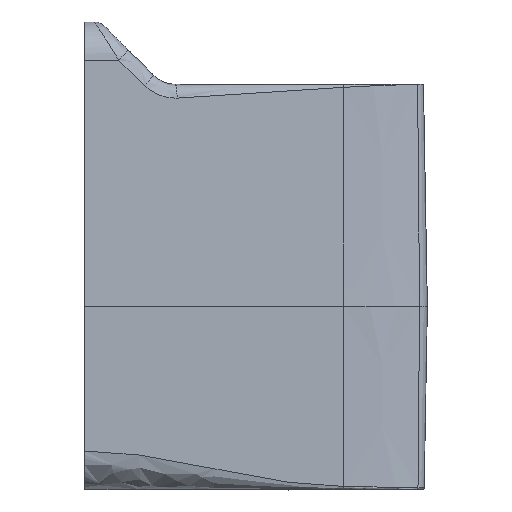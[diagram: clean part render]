
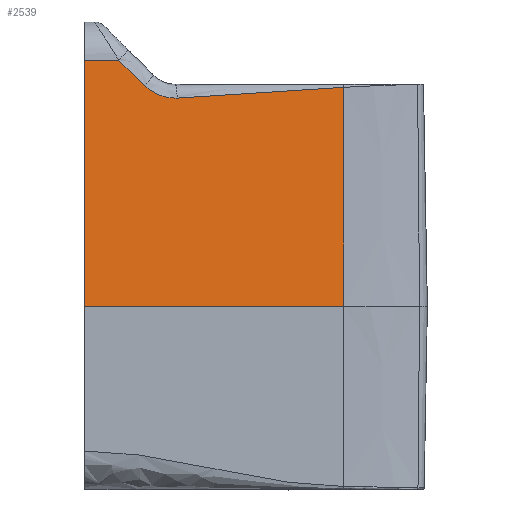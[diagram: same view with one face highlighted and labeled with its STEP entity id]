
A CAD part, top view. The second image highlights one B-rep face of the part: STEP entity #2539.
In plain terms, the highlighted planar face has unit normal (0.125, 0.018, 0.992).
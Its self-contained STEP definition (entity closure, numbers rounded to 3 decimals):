
#54 = ORIENTED_EDGE ( 'NONE', *, *, #254, .T. ) ;
#66 = VERTEX_POINT ( 'NONE', #2051 ) ;
#178 = DIRECTION ( 'NONE',  ( 0.992, 0., -0.125 ) ) ;
#227 = CARTESIAN_POINT ( 'NONE',  ( -12.811, 27.544, 14.445 ) ) ;
#254 = EDGE_CURVE ( 'NONE', #3417, #4867, #5382, .T. ) ;
#269 = CARTESIAN_POINT ( 'NONE',  ( -9.058, 25.112, 14.014 ) ) ;
#311 = EDGE_CURVE ( 'NONE', #972, #66, #4806, .T. ) ;
#323 = PLANE ( 'NONE',  #3649 ) ;
#444 = DIRECTION ( 'NONE',  ( -0.992, 0., 0.125 ) ) ;
#462 = LINE ( 'NONE', #2428, #2988 ) ;
#552 = CARTESIAN_POINT ( 'NONE',  ( -15.035, 27.544, 14.726 ) ) ;
#559 = CARTESIAN_POINT ( 'NONE',  ( -8.633, 25.131, 13.96 ) ) ;
#591 = EDGE_CURVE ( 'NONE', #66, #4259, #4278, .T. ) ;
#605 = CARTESIAN_POINT ( 'NONE',  ( 1.631, 11.75, 12.897 ) ) ;
#648 = CARTESIAN_POINT ( 'NONE',  ( -12.195, 26.932, 14.378 ) ) ;
#696 = ORIENTED_EDGE ( 'NONE', *, *, #311, .T. ) ;
#736 = CARTESIAN_POINT ( 'NONE',  ( -9.818, 25.161, 14.109 ) ) ;
#775 = VERTEX_POINT ( 'NONE', #605 ) ;
#890 = CARTESIAN_POINT ( 'NONE',  ( -0.121, 25.698, 12.873 ) ) ;
#943 = EDGE_CURVE ( 'NONE', #775, #3417, #462, .T. ) ;
#955 = CARTESIAN_POINT ( 'NONE',  ( -15., 27.544, 14.722 ) ) ;
#969 = CARTESIAN_POINT ( 'NONE',  ( 1.6, 25.805, 12.654 ) ) ;
#972 = VERTEX_POINT ( 'NONE', #3788 ) ;
#1122 = B_SPLINE_CURVE_WITH_KNOTS ( 'NONE', 3,
 ( #269, #4895, #736, #3589, #3201, #4482 ),
 .UNSPECIFIED., .F., .F.,
 ( 4, 2, 4 ),
 ( 0., 0.5, 1. ),
 .UNSPECIFIED. ) ;
#1153 = DIRECTION ( 'NONE',  ( 0., 1., -0.018 ) ) ;
#1295 = FACE_OUTER_BOUND ( 'NONE', #5349, .T. ) ;
#1353 = CARTESIAN_POINT ( 'NONE',  ( -3.552, 25.449, 13.312 ) ) ;
#1544 = EDGE_CURVE ( 'NONE', #4699, #775, #1871, .T. ) ;
#1723 = CARTESIAN_POINT ( 'NONE',  ( 1.332, 25.79, 12.688 ) ) ;
#1750 = CARTESIAN_POINT ( 'NONE',  ( 0.767, 25.756, 12.76 ) ) ;
#1803 = CARTESIAN_POINT ( 'NONE',  ( -9.058, 25.112, 14.014 ) ) ;
#1818 = CARTESIAN_POINT ( 'NONE',  ( -9.058, 25.112, 14.014 ) ) ;
#1871 = LINE ( 'NONE', #4401, #3301 ) ;
#1975 = DIRECTION ( 'NONE',  ( 0.992, 0., -0.125 ) ) ;
#2051 = CARTESIAN_POINT ( 'NONE',  ( -12.811, 27.544, 14.445 ) ) ;
#2066 = DIRECTION ( 'NONE',  ( -0.002, 1., -0.017 ) ) ;
#2153 = CARTESIAN_POINT ( 'NONE',  ( -6.454, 25.246, 13.682 ) ) ;
#2173 = EDGE_CURVE ( 'NONE', #4699, #4259, #3184, .T. ) ;
#2428 = CARTESIAN_POINT ( 'NONE',  ( 1.656, 0.002, 13.101 ) ) ;
#2539 = ADVANCED_FACE ( 'NONE', ( #1295 ), #323, .T. ) ;
#2756 = CARTESIAN_POINT ( 'NONE',  ( -11.642, 26.39, 14.318 ) ) ;
#2988 = VECTOR ( 'NONE', #2066, 1000. ) ;
#3051 = CARTESIAN_POINT ( 'NONE',  ( -14.974, 0.002, 15.203 ) ) ;
#3061 = ORIENTED_EDGE ( 'NONE', *, *, #4940, .T. ) ;
#3127 = CARTESIAN_POINT ( 'NONE',  ( 1.6, 25.805, 12.654 ) ) ;
#3158 = CARTESIAN_POINT ( 'NONE',  ( -15., 11.75, 15. ) ) ;
#3184 = LINE ( 'NONE', #3158, #4439 ) ;
#3201 = CARTESIAN_POINT ( 'NONE',  ( -10.873, 25.647, 14.234 ) ) ;
#3301 = VECTOR ( 'NONE', #178, 1000. ) ;
#3356 = CARTESIAN_POINT ( 'NONE',  ( -0.965, 25.64, 12.981 ) ) ;
#3417 = VERTEX_POINT ( 'NONE', #3127 ) ;
#3421 = VECTOR ( 'NONE', #444, 1000. ) ;
#3589 = CARTESIAN_POINT ( 'NONE',  ( -10.551, 25.442, 14.197 ) ) ;
#3649 = AXIS2_PLACEMENT_3D ( 'NONE', #3051, #4874, #1975 ) ;
#3788 = CARTESIAN_POINT ( 'NONE',  ( -11.151, 25.915, 14.264 ) ) ;
#4259 = VERTEX_POINT ( 'NONE', #955 ) ;
#4278 = LINE ( 'NONE', #552, #3421 ) ;
#4286 = CARTESIAN_POINT ( 'NONE',  ( -5.102, 25.337, 13.51 ) ) ;
#4317 = CARTESIAN_POINT ( 'NONE',  ( -15., 11.75, 15. ) ) ;
#4354 = ORIENTED_EDGE ( 'NONE', *, *, #1544, .T. ) ;
#4401 = CARTESIAN_POINT ( 'NONE',  ( -15., 11.75, 15. ) ) ;
#4439 = VECTOR ( 'NONE', #1153, 1000. ) ;
#4482 = CARTESIAN_POINT ( 'NONE',  ( -11.151, 25.915, 14.264 ) ) ;
#4539 = ORIENTED_EDGE ( 'NONE', *, *, #943, .T. ) ;
#4549 = ORIENTED_EDGE ( 'NONE', *, *, #591, .T. ) ;
#4666 = CARTESIAN_POINT ( 'NONE',  ( -2.176, 25.55, 13.136 ) ) ;
#4699 = VERTEX_POINT ( 'NONE', #4317 ) ;
#4751 = ORIENTED_EDGE ( 'NONE', *, *, #2173, .F. ) ;
#4806 = B_SPLINE_CURVE_WITH_KNOTS ( 'NONE', 3,
 ( #5212, #2756, #648, #227 ),
 .UNSPECIFIED., .F., .F.,
 ( 4, 4 ),
 ( 0., 1. ),
 .UNSPECIFIED. ) ;
#4867 = VERTEX_POINT ( 'NONE', #1818 ) ;
#4874 = DIRECTION ( 'NONE',  ( 0.125, 0.017, 0.992 ) ) ;
#4895 = CARTESIAN_POINT ( 'NONE',  ( -9.441, 25.097, 14.062 ) ) ;
#4940 = EDGE_CURVE ( 'NONE', #4867, #972, #1122, .T. ) ;
#5072 = CARTESIAN_POINT ( 'NONE',  ( -7.743, 25.17, 13.846 ) ) ;
#5212 = CARTESIAN_POINT ( 'NONE',  ( -11.151, 25.915, 14.264 ) ) ;
#5349 = EDGE_LOOP ( 'NONE', ( #4549, #4751, #4354, #4539, #54, #3061, #696 ) ) ;
#5382 = B_SPLINE_CURVE_WITH_KNOTS ( 'NONE', 3,
 ( #969, #1723, #1750, #890, #3356, #4666, #1353, #4286, #2153, #5072, #559, #1803 ),
 .UNSPECIFIED., .F., .F.,
 ( 4, 1, 1, 1, 1, 1, 1, 1, 1, 4 ),
 ( 0., 0.075, 0.159, 0.25, 0.313, 0.5, 0.637, 0.75, 0.88, 1. ),
 .UNSPECIFIED. ) ;
